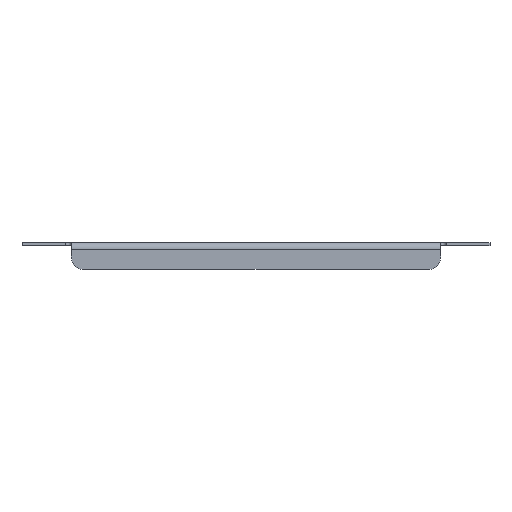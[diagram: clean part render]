
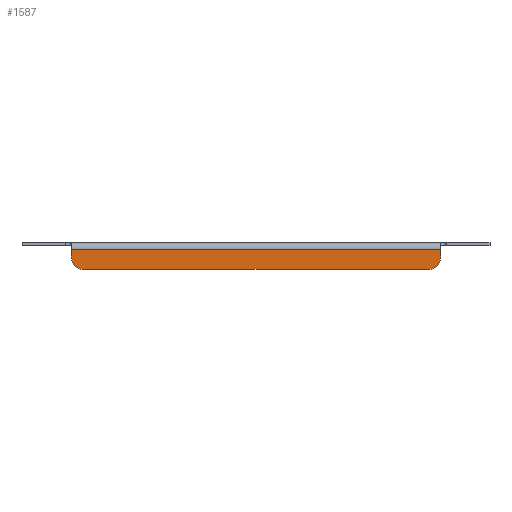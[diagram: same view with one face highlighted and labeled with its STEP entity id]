
A CAD part, front view. The second image highlights one B-rep face of the part: STEP entity #1587.
In plain terms, the highlighted planar face has unit normal (0, -1, 0).
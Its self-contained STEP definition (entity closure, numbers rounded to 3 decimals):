
#62 = VERTEX_POINT ( 'NONE', #114 ) ;
#65 = DIRECTION ( 'NONE',  ( 0., 0., -1. ) ) ;
#114 = CARTESIAN_POINT ( 'NONE',  ( 77., -80., -12. ) ) ;
#121 = CARTESIAN_POINT ( 'NONE',  ( -82., -80., -7. ) ) ;
#135 = AXIS2_PLACEMENT_3D ( 'NONE', #1244, #1860, #934 ) ;
#144 = CARTESIAN_POINT ( 'NONE',  ( -82., -80., -12. ) ) ;
#145 = EDGE_CURVE ( 'NONE', #205, #1955, #474, .T. ) ;
#195 = CARTESIAN_POINT ( 'NONE',  ( 104., -80., -12. ) ) ;
#204 = DIRECTION ( 'NONE',  ( 1., 0., 0. ) ) ;
#205 = VERTEX_POINT ( 'NONE', #121 ) ;
#218 = CARTESIAN_POINT ( 'NONE',  ( 82., -80., -12. ) ) ;
#237 = ORIENTED_EDGE ( 'NONE', *, *, #145, .F. ) ;
#252 = CARTESIAN_POINT ( 'NONE',  ( -77., -80., -12. ) ) ;
#272 = VERTEX_POINT ( 'NONE', #1281 ) ;
#298 = VECTOR ( 'NONE', #65, 1000. ) ;
#324 = ORIENTED_EDGE ( 'NONE', *, *, #589, .T. ) ;
#330 = VECTOR ( 'NONE', #917, 1000. ) ;
#344 = DIRECTION ( 'NONE',  ( -1., 0., 0. ) ) ;
#345 = EDGE_CURVE ( 'NONE', #205, #1284, #1262, .T. ) ;
#397 = ORIENTED_EDGE ( 'NONE', *, *, #454, .F. ) ;
#449 = PLANE ( 'NONE',  #1330 ) ;
#454 = EDGE_CURVE ( 'NONE', #1709, #272, #986, .T. ) ;
#474 = LINE ( 'NONE', #144, #330 ) ;
#572 = ORIENTED_EDGE ( 'NONE', *, *, #603, .T. ) ;
#589 = EDGE_CURVE ( 'NONE', #1284, #62, #644, .T. ) ;
#599 = DIRECTION ( 'NONE',  ( 1., 0., 0. ) ) ;
#603 = EDGE_CURVE ( 'NONE', #1709, #1955, #1089, .T. ) ;
#636 = EDGE_LOOP ( 'NONE', ( #397, #572, #237, #778, #324, #1575 ) ) ;
#644 = LINE ( 'NONE', #195, #1849 ) ;
#656 = CIRCLE ( 'NONE', #1108, 5. ) ;
#778 = ORIENTED_EDGE ( 'NONE', *, *, #345, .T. ) ;
#845 = DIRECTION ( 'NONE',  ( 0., -1., 0. ) ) ;
#880 = FACE_OUTER_BOUND ( 'NONE', #636, .T. ) ;
#917 = DIRECTION ( 'NONE',  ( 0., 0., 1. ) ) ;
#934 = DIRECTION ( 'NONE',  ( 1., 0., 0. ) ) ;
#952 = CARTESIAN_POINT ( 'NONE',  ( 0., -80., -3. ) ) ;
#986 = LINE ( 'NONE', #218, #298 ) ;
#1089 = LINE ( 'NONE', #952, #1488 ) ;
#1096 = CARTESIAN_POINT ( 'NONE',  ( 82., -80., -3. ) ) ;
#1108 = AXIS2_PLACEMENT_3D ( 'NONE', #1610, #845, #204 ) ;
#1184 = EDGE_CURVE ( 'NONE', #62, #272, #656, .T. ) ;
#1213 = CARTESIAN_POINT ( 'NONE',  ( -82., -80., -3. ) ) ;
#1244 = CARTESIAN_POINT ( 'NONE',  ( -77., -80., -7. ) ) ;
#1262 = CIRCLE ( 'NONE', #135, 5. ) ;
#1281 = CARTESIAN_POINT ( 'NONE',  ( 82., -80., -7. ) ) ;
#1284 = VERTEX_POINT ( 'NONE', #252 ) ;
#1330 = AXIS2_PLACEMENT_3D ( 'NONE', #1493, #1528, #599 ) ;
#1488 = VECTOR ( 'NONE', #344, 1000. ) ;
#1493 = CARTESIAN_POINT ( 'NONE',  ( 0., -80., 77.193 ) ) ;
#1528 = DIRECTION ( 'NONE',  ( 0., -1., 0. ) ) ;
#1575 = ORIENTED_EDGE ( 'NONE', *, *, #1184, .T. ) ;
#1587 = ADVANCED_FACE ( 'NONE', ( #880 ), #449, .T. ) ;
#1610 = CARTESIAN_POINT ( 'NONE',  ( 77., -80., -7. ) ) ;
#1709 = VERTEX_POINT ( 'NONE', #1096 ) ;
#1847 = DIRECTION ( 'NONE',  ( 1., 0., 0. ) ) ;
#1849 = VECTOR ( 'NONE', #1847, 1000. ) ;
#1860 = DIRECTION ( 'NONE',  ( 0., -1., 0. ) ) ;
#1955 = VERTEX_POINT ( 'NONE', #1213 ) ;
